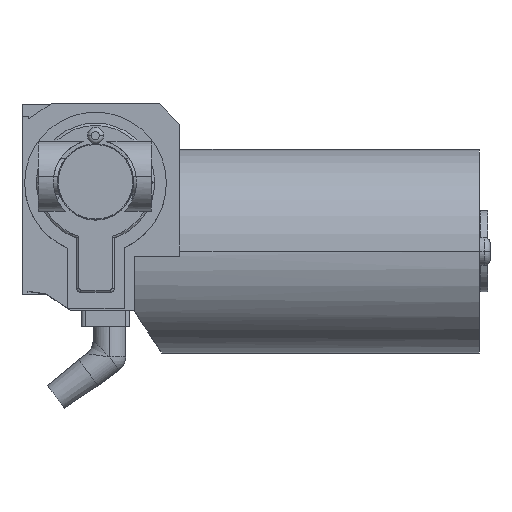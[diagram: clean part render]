
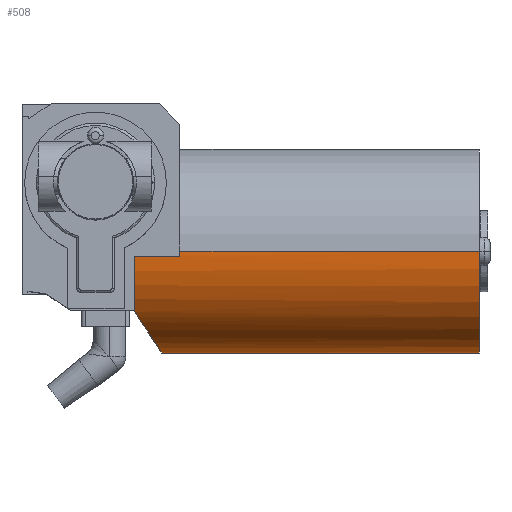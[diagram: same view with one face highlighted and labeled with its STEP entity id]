
A CAD part, top view. The second image highlights one B-rep face of the part: STEP entity #508.
In plain terms, the highlighted cylindrical face has radius 32.004 mm (diameter 64.008 mm), a partial arc.
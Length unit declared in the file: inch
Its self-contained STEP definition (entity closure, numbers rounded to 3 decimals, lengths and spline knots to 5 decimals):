
#123 = CARTESIAN_POINT ( 'NONE',  ( -3.7, 0., 0. ) ) ;
#306 = DIRECTION ( 'NONE',  ( 0., 0., -1. ) ) ;
#313 = VECTOR ( 'NONE', #4045, 39.37008 ) ;
#319 = CYLINDRICAL_SURFACE ( 'NONE', #3477, 1.26 ) ;
#357 = CARTESIAN_POINT ( 'NONE',  ( -5.65, 0., -1.26 ) ) ;
#380 = DIRECTION ( 'NONE',  ( 1., 0., 0. ) ) ;
#457 = ORIENTED_EDGE ( 'NONE', *, *, #2531, .T. ) ;
#508 = ADVANCED_FACE ( 'NONE', ( #7287 ), #319, .T. ) ;
#711 = VERTEX_POINT ( 'NONE', #2619 ) ;
#713 = DIRECTION ( 'NONE',  ( 1., 0., 0. ) ) ;
#746 = CARTESIAN_POINT ( 'NONE',  ( -4.25822, -0.74784, 1.01407 ) ) ;
#774 = CARTESIAN_POINT ( 'NONE',  ( -4.27, -0.73, -1.02699 ) ) ;
#903 =( BOUNDED_CURVE ( )  B_SPLINE_CURVE ( 3, ( #4093, #6727, #4696, #2819 ),
 .UNSPECIFIED., .F., .F. ) 
 B_SPLINE_CURVE_WITH_KNOTS ( ( 4, 4 ),
 ( 5.19341, 5.33034 ),
 .UNSPECIFIED. ) 
 CURVE ( )  GEOMETRIC_REPRESENTATION_ITEM ( )  RATIONAL_B_SPLINE_CURVE ( ( 1., 0.998, 0.998, 1. ) ) 
 REPRESENTATION_ITEM ( '' )  );
#970 = EDGE_CURVE ( 'NONE', #2037, #6268, #2416, .T. ) ;
#978 = CARTESIAN_POINT ( 'NONE',  ( -5.65, 0., 0. ) ) ;
#997 = DIRECTION ( 'NONE',  ( -1., 0., 0. ) ) ;
#1141 = CIRCLE ( 'NONE', #4517, 1.26 ) ;
#1170 = EDGE_CURVE ( 'NONE', #7878, #7913, #7760, .T. ) ;
#1314 = DIRECTION ( 'NONE',  ( 0., 0., 1. ) ) ;
#1414 = CARTESIAN_POINT ( 'NONE',  ( -4.25822, -0.05975, 1.25858 ) ) ;
#1606 = CARTESIAN_POINT ( 'NONE',  ( -3.7, 0., 1.26 ) ) ;
#1608 = VERTEX_POINT ( 'NONE', #6404 ) ;
#1656 = EDGE_CURVE ( 'NONE', #2037, #1608, #1141, .T. ) ;
#1700 = CARTESIAN_POINT ( 'NONE',  ( -4.25822, -0.74784, 1.01407 ) ) ;
#1826 = EDGE_LOOP ( 'NONE', ( #7128, #5227, #5334, #4420, #2844, #2355, #6817, #5898, #457, #4378, #7742 ) ) ;
#1943 = CARTESIAN_POINT ( 'NONE',  ( -3.7, 0., -1.26 ) ) ;
#2037 = VERTEX_POINT ( 'NONE', #1606 ) ;
#2075 = CARTESIAN_POINT ( 'NONE',  ( -3.7644, -1.49563, -0.48276 ) ) ;
#2355 = ORIENTED_EDGE ( 'NONE', *, *, #2418, .F. ) ;
#2359 = EDGE_CURVE ( 'NONE', #5888, #1608, #3831, .T. ) ;
#2416 = LINE ( 'NONE', #4073, #313 ) ;
#2418 = EDGE_CURVE ( 'NONE', #5148, #711, #4032, .T. ) ;
#2445 = VECTOR ( 'NONE', #4817, 39.37008 ) ;
#2531 = EDGE_CURVE ( 'NONE', #3174, #7878, #5807, .T. ) ;
#2619 = CARTESIAN_POINT ( 'NONE',  ( -4.27, -0.73, -1.02699 ) ) ;
#2819 = CARTESIAN_POINT ( 'NONE',  ( -5.05, -0.73, -1.02699 ) ) ;
#2844 = ORIENTED_EDGE ( 'NONE', *, *, #4658, .F. ) ;
#2916 = VECTOR ( 'NONE', #380, 39.37008 ) ;
#3174 = VERTEX_POINT ( 'NONE', #6570 ) ;
#3200 = DIRECTION ( 'NONE',  ( 1., 0., 0. ) ) ;
#3292 = DIRECTION ( 'NONE',  ( 1., 0., 0. ) ) ;
#3335 = CARTESIAN_POINT ( 'NONE',  ( 0., 0., 0. ) ) ;
#3477 = AXIS2_PLACEMENT_3D ( 'NONE', #978, #5307, #306 ) ;
#3831 = LINE ( 'NONE', #7003, #4721 ) ;
#4032 = LINE ( 'NONE', #7032, #7190 ) ;
#4045 = DIRECTION ( 'NONE',  ( 1., 0., 0. ) ) ;
#4073 = CARTESIAN_POINT ( 'NONE',  ( -5.65, 0., 1.26 ) ) ;
#4093 = CARTESIAN_POINT ( 'NONE',  ( -5.27053, -0.58298, -1.11702 ) ) ;
#4234 = VERTEX_POINT ( 'NONE', #5601 ) ;
#4276 = CARTESIAN_POINT ( 'NONE',  ( -5.05, -0.73, -1.02699 ) ) ;
#4378 = ORIENTED_EDGE ( 'NONE', *, *, #1170, .T. ) ;
#4420 = ORIENTED_EDGE ( 'NONE', *, *, #4769, .F. ) ;
#4517 = AXIS2_PLACEMENT_3D ( 'NONE', #5042, #7659, #1314 ) ;
#4550 = DIRECTION ( 'NONE',  ( 1., 0., 0. ) ) ;
#4658 = EDGE_CURVE ( 'NONE', #711, #5100, #7597, .T. ) ;
#4696 = CARTESIAN_POINT ( 'NONE',  ( -5.12037, -0.68309, -1.06033 ) ) ;
#4700 = CARTESIAN_POINT ( 'NONE',  ( -3.7, -0.58298, -1.11702 ) ) ;
#4721 = VECTOR ( 'NONE', #3200, 39.37008 ) ;
#4769 = EDGE_CURVE ( 'NONE', #5100, #5888, #5812, .T. ) ;
#4817 = DIRECTION ( 'NONE',  ( -1., 0., 0. ) ) ;
#5042 = CARTESIAN_POINT ( 'NONE',  ( -3.7, 0., 0. ) ) ;
#5100 = VERTEX_POINT ( 'NONE', #1700 ) ;
#5148 = VERTEX_POINT ( 'NONE', #4276 ) ;
#5164 = DIRECTION ( 'NONE',  ( 0., 0., -1. ) ) ;
#5227 = ORIENTED_EDGE ( 'NONE', *, *, #1656, .T. ) ;
#5307 = DIRECTION ( 'NONE',  ( 1., 0., 0. ) ) ;
#5334 = ORIENTED_EDGE ( 'NONE', *, *, #2359, .F. ) ;
#5387 = EDGE_CURVE ( 'NONE', #6268, #7913, #5900, .T. ) ;
#5413 = AXIS2_PLACEMENT_3D ( 'NONE', #123, #3292, #7749 ) ;
#5498 = CARTESIAN_POINT ( 'NONE',  ( -4.25822, 0., 0. ) ) ;
#5601 = CARTESIAN_POINT ( 'NONE',  ( -5.27053, -0.58298, -1.11702 ) ) ;
#5807 = CIRCLE ( 'NONE', #5413, 1.26 ) ;
#5812 = CIRCLE ( 'NONE', #7565, 1.26 ) ;
#5888 = VERTEX_POINT ( 'NONE', #1414 ) ;
#5898 = ORIENTED_EDGE ( 'NONE', *, *, #8129, .F. ) ;
#5900 = CIRCLE ( 'NONE', #6360, 1.26 ) ;
#6077 = CARTESIAN_POINT ( 'NONE',  ( 0., 0., -1.26 ) ) ;
#6268 = VERTEX_POINT ( 'NONE', #7108 ) ;
#6360 = AXIS2_PLACEMENT_3D ( 'NONE', #3335, #4550, #5164 ) ;
#6404 = CARTESIAN_POINT ( 'NONE',  ( -3.7, -0.05975, 1.25858 ) ) ;
#6570 = CARTESIAN_POINT ( 'NONE',  ( -3.7, -0.58298, -1.11702 ) ) ;
#6701 = DIRECTION ( 'NONE',  ( 0., 0., 1. ) ) ;
#6727 = CARTESIAN_POINT ( 'NONE',  ( -5.19399, -0.634, -1.09039 ) ) ;
#6817 = ORIENTED_EDGE ( 'NONE', *, *, #6999, .F. ) ;
#6999 = EDGE_CURVE ( 'NONE', #4234, #5148, #903, .T. ) ;
#7003 = CARTESIAN_POINT ( 'NONE',  ( -5.65, -0.05975, 1.25858 ) ) ;
#7011 = LINE ( 'NONE', #4700, #2445 ) ;
#7032 = CARTESIAN_POINT ( 'NONE',  ( -5.65, -0.73, -1.02699 ) ) ;
#7056 = CARTESIAN_POINT ( 'NONE',  ( -3.75897, -1.50384, 0.45654 ) ) ;
#7108 = CARTESIAN_POINT ( 'NONE',  ( 0., 0., 1.26 ) ) ;
#7128 = ORIENTED_EDGE ( 'NONE', *, *, #970, .F. ) ;
#7190 = VECTOR ( 'NONE', #713, 39.37008 ) ;
#7287 = FACE_OUTER_BOUND ( 'NONE', #1826, .T. ) ;
#7565 = AXIS2_PLACEMENT_3D ( 'NONE', #5498, #997, #6701 ) ;
#7597 =( BOUNDED_CURVE ( )  B_SPLINE_CURVE ( 3, ( #774, #2075, #7056, #746 ),
 .UNSPECIFIED., .F., .F. ) 
 B_SPLINE_CURVE_WITH_KNOTS ( ( 4, 4 ),
 ( 5.33034, 7.21855 ),
 .UNSPECIFIED. ) 
 CURVE ( )  GEOMETRIC_REPRESENTATION_ITEM ( )  RATIONAL_B_SPLINE_CURVE ( ( 1., 0.724, 0.724, 1. ) ) 
 REPRESENTATION_ITEM ( '' )  );
#7659 = DIRECTION ( 'NONE',  ( 1., 0., 0. ) ) ;
#7742 = ORIENTED_EDGE ( 'NONE', *, *, #5387, .F. ) ;
#7749 = DIRECTION ( 'NONE',  ( 0., 0., 1. ) ) ;
#7760 = LINE ( 'NONE', #357, #2916 ) ;
#7878 = VERTEX_POINT ( 'NONE', #1943 ) ;
#7913 = VERTEX_POINT ( 'NONE', #6077 ) ;
#8129 = EDGE_CURVE ( 'NONE', #3174, #4234, #7011, .T. ) ;
